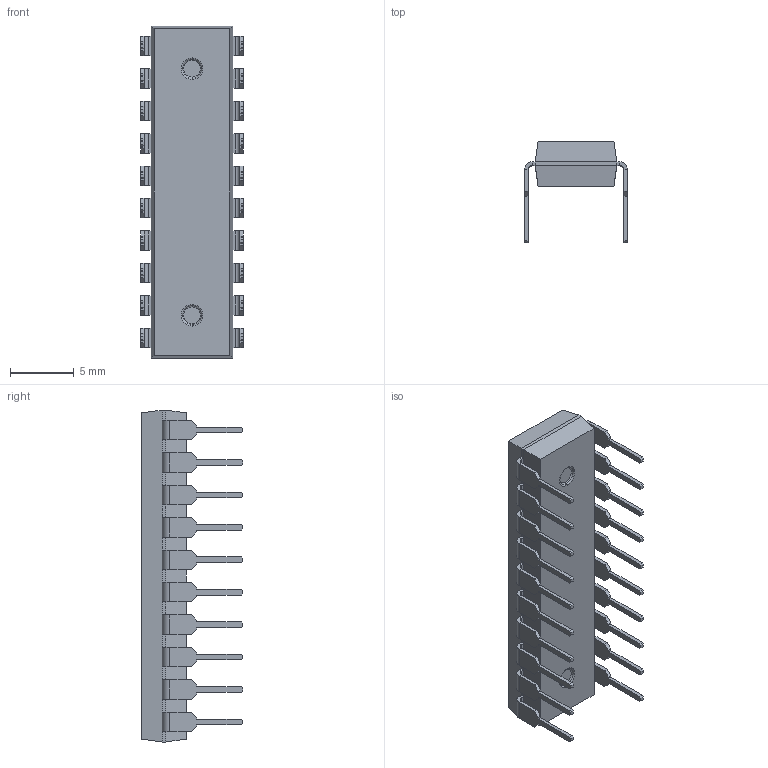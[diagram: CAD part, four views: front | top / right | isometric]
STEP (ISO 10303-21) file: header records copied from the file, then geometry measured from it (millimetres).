
FILE_DESCRIPTION (( 'STEP AP214' ), '1' );
FILE_NAME ('TM1637.STEP', '2021-11-03T18:14:51', ( '' ), ( '' ), 'SwSTEP 2.0', 'SolidWorks 2017', '' );
FILE_SCHEMA (( 'AUTOMOTIVE_DESIGN' ));
Length unit declared in the file: millimetre
Products named in the file (1): TM1637
Bounding box: 8.06 x 7.91 x 26 mm (x, y, z)
Volume: 593.5 mm3; surface area: 863.8 mm2
Topology: 21 solids, 21 shells, 471 faces, 1107 edges, 680 vertices
Faces by surface type: plane 417, cylinder 40, torus 12, cone 2
Entity records: 13347 total; most frequent: CARTESIAN_POINT 2325, ORIENTED_EDGE 2214, DIRECTION 2155, EDGE_CURVE 1107, LINE 991, VECTOR 991, VERTEX_POINT 680, AXIS2_PLACEMENT_3D 582
